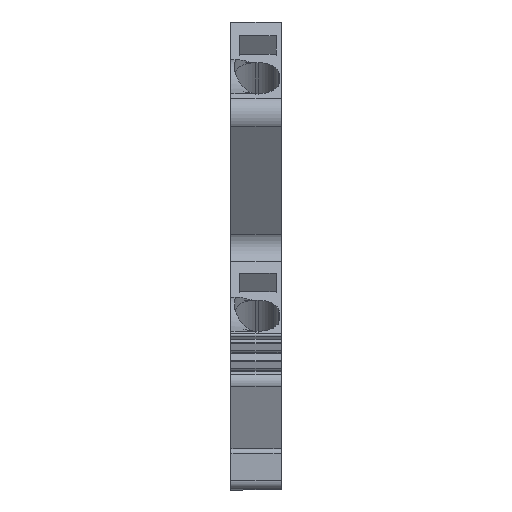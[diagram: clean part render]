
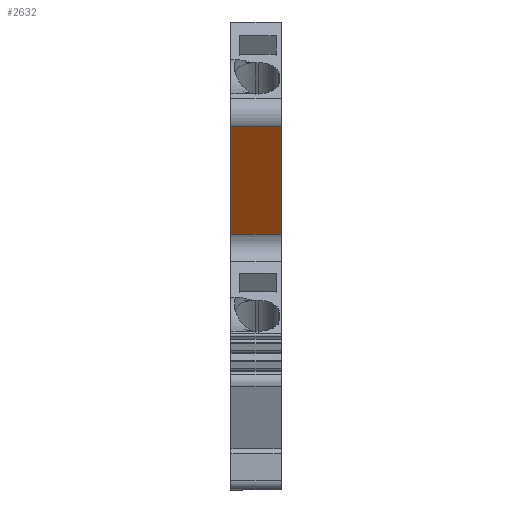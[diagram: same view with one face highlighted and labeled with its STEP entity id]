
A CAD part, front view. The second image highlights one B-rep face of the part: STEP entity #2632.
In plain terms, the highlighted planar face has unit normal (0, -0.819, -0.574).
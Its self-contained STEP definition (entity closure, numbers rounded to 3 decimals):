
#2612=AXIS2_PLACEMENT_3D('Plane Axis2P3D',#2609,#2610,#2611) ;
#1695=CARTESIAN_POINT('Vertex',(5.1,9.767,36.992)) ;
#1698=CARTESIAN_POINT('Line Origine',(5.1,13.621,31.488)) ;
#1702=CARTESIAN_POINT('Vertex',(5.1,17.475,25.983)) ;
#2590=CARTESIAN_POINT('Line Origine',(2.55,17.475,25.983)) ;
#2594=CARTESIAN_POINT('Vertex',(0.,17.475,25.983)) ;
#2609=CARTESIAN_POINT('Axis2P3D Location',(0.,9.767,36.992)) ;
#2614=CARTESIAN_POINT('Line Origine',(2.55,9.767,36.992)) ;
#2618=CARTESIAN_POINT('Vertex',(0.,9.767,36.992)) ;
#2621=CARTESIAN_POINT('Line Origine',(0.,13.621,31.488)) ;
#1699=DIRECTION('Vector Direction',(0.,0.574,-0.819)) ;
#2591=DIRECTION('Vector Direction',(-1.,0.,0.)) ;
#2610=DIRECTION('Axis2P3D Direction',(0.,0.819,0.574)) ;
#2611=DIRECTION('Axis2P3D XDirection',(0.,0.574,-0.819)) ;
#2615=DIRECTION('Vector Direction',(-1.,0.,0.)) ;
#2622=DIRECTION('Vector Direction',(0.,0.574,-0.819)) ;
#1700=VECTOR('Line Direction',#1699,1.) ;
#2592=VECTOR('Line Direction',#2591,1.) ;
#2616=VECTOR('Line Direction',#2615,1.) ;
#2623=VECTOR('Line Direction',#2622,1.) ;
#2627=ORIENTED_EDGE('',*,*,#2596,.F.) ;
#2628=ORIENTED_EDGE('',*,*,#1704,.T.) ;
#2629=ORIENTED_EDGE('',*,*,#2620,.T.) ;
#2630=ORIENTED_EDGE('',*,*,#2625,.F.) ;
#2632=ADVANCED_FACE('KLTR',(#2631),#2613,.F.) ;
#1704=EDGE_CURVE('',#1703,#1696,#1701,.F.) ;
#2596=EDGE_CURVE('',#1703,#2595,#2593,.T.) ;
#2620=EDGE_CURVE('',#1696,#2619,#2617,.T.) ;
#2625=EDGE_CURVE('',#2595,#2619,#2624,.F.) ;
#2626=EDGE_LOOP('',(#2627,#2628,#2629,#2630)) ;
#2631=FACE_OUTER_BOUND('',#2626,.T.) ;
#1701=LINE('Line',#1698,#1700) ;
#2593=LINE('Line',#2590,#2592) ;
#2617=LINE('Line',#2614,#2616) ;
#2624=LINE('Line',#2621,#2623) ;
#2613=PLANE('',#2612) ;
#1696=VERTEX_POINT('',#1695) ;
#1703=VERTEX_POINT('',#1702) ;
#2595=VERTEX_POINT('',#2594) ;
#2619=VERTEX_POINT('',#2618) ;
